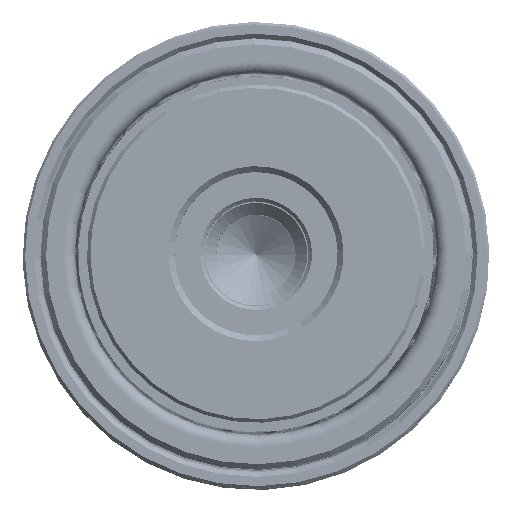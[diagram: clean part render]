
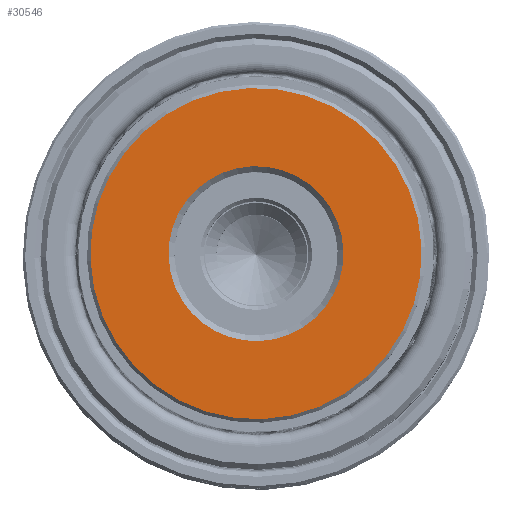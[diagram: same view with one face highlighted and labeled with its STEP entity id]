
A CAD part, top view. The second image highlights one B-rep face of the part: STEP entity #30546.
In plain terms, the highlighted face is planar.
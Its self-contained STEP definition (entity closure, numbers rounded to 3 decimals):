
#1261 = DIRECTION ( 'NONE',  ( 1., 0., 0. ) ) ;
#1327 = EDGE_CURVE ( 'NONE', #36346, #29527, #27299, .T. ) ;
#1871 = VERTEX_POINT ( 'NONE', #9151 ) ;
#2141 = AXIS2_PLACEMENT_3D ( 'NONE', #25994, #25653, #25485 ) ;
#2633 = ORIENTED_EDGE ( 'NONE', *, *, #24513, .T. ) ;
#3953 = EDGE_CURVE ( 'NONE', #1871, #9995, #17235, .T. ) ;
#5817 = DIRECTION ( 'NONE',  ( 1., 0., 0. ) ) ;
#6270 = AXIS2_PLACEMENT_3D ( 'NONE', #8342, #48141, #40341 ) ;
#8342 = CARTESIAN_POINT ( 'NONE',  ( 0., 0., 0. ) ) ;
#8443 = CARTESIAN_POINT ( 'NONE',  ( 0., 0., 0. ) ) ;
#8587 = DIRECTION ( 'NONE',  ( 0., 0., -1. ) ) ;
#8908 = ORIENTED_EDGE ( 'NONE', *, *, #3953, .T. ) ;
#9151 = CARTESIAN_POINT ( 'NONE',  ( 7.5, 0., 0. ) ) ;
#9498 = EDGE_CURVE ( 'NONE', #29527, #36346, #47369, .T. ) ;
#9995 = VERTEX_POINT ( 'NONE', #36685 ) ;
#17235 = CIRCLE ( 'NONE', #2141, 7.5 ) ;
#19865 = CARTESIAN_POINT ( 'NONE',  ( 14.2, 0., 0. ) ) ;
#20325 = CARTESIAN_POINT ( 'NONE',  ( -14.2, 0., 0. ) ) ;
#20985 = EDGE_LOOP ( 'NONE', ( #2633, #8908 ) ) ;
#24513 = EDGE_CURVE ( 'NONE', #9995, #1871, #30128, .T. ) ;
#24985 = AXIS2_PLACEMENT_3D ( 'NONE', #49044, #25217, #1261 ) ;
#25217 = DIRECTION ( 'NONE',  ( 0., 0., 1. ) ) ;
#25485 = DIRECTION ( 'NONE',  ( 1., 0., 0. ) ) ;
#25653 = DIRECTION ( 'NONE',  ( 0., 0., 1. ) ) ;
#25994 = CARTESIAN_POINT ( 'NONE',  ( 0., 0., 0. ) ) ;
#26367 = AXIS2_PLACEMENT_3D ( 'NONE', #8443, #8587, #5817 ) ;
#27299 = CIRCLE ( 'NONE', #41944, 14.2 ) ;
#28319 = PLANE ( 'NONE',  #6270 ) ;
#29527 = VERTEX_POINT ( 'NONE', #20325 ) ;
#30128 = CIRCLE ( 'NONE', #24985, 7.5 ) ;
#30546 = ADVANCED_FACE ( 'NONE', ( #44122, #34775 ), #28319, .F. ) ;
#34775 = FACE_BOUND ( 'NONE', #20985, .T. ) ;
#36346 = VERTEX_POINT ( 'NONE', #19865 ) ;
#36685 = CARTESIAN_POINT ( 'NONE',  ( -7.5, 0., 0. ) ) ;
#37449 = ORIENTED_EDGE ( 'NONE', *, *, #9498, .T. ) ;
#38493 = CARTESIAN_POINT ( 'NONE',  ( 0., 0., 0. ) ) ;
#38653 = DIRECTION ( 'NONE',  ( 0., 0., -1. ) ) ;
#38805 = ORIENTED_EDGE ( 'NONE', *, *, #1327, .T. ) ;
#40341 = DIRECTION ( 'NONE',  ( 1., 0., 0. ) ) ;
#41127 = DIRECTION ( 'NONE',  ( 1., 0., 0. ) ) ;
#41944 = AXIS2_PLACEMENT_3D ( 'NONE', #38493, #38653, #41127 ) ;
#44122 = FACE_OUTER_BOUND ( 'NONE', #48728, .T. ) ;
#47369 = CIRCLE ( 'NONE', #26367, 14.2 ) ;
#48141 = DIRECTION ( 'NONE',  ( 0., 0., 1. ) ) ;
#48728 = EDGE_LOOP ( 'NONE', ( #38805, #37449 ) ) ;
#49044 = CARTESIAN_POINT ( 'NONE',  ( 0., 0., 0. ) ) ;
